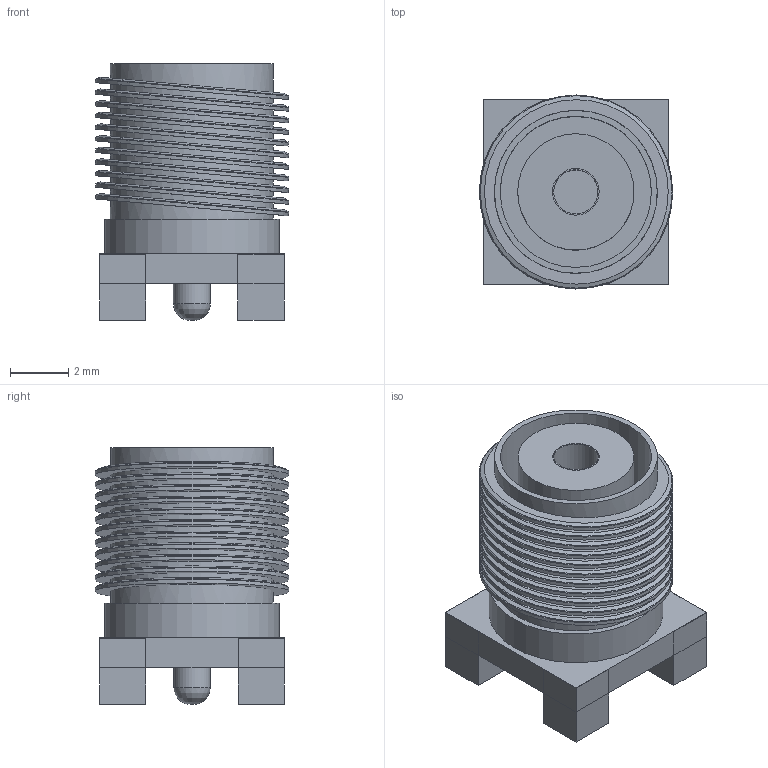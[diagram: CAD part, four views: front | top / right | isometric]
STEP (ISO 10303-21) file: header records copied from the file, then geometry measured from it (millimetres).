
FILE_DESCRIPTION(/* description */ ('model of SMA_Amphenol_132134-10_Vertical'),/* implementation_level */ '2;1');
FILE_NAME(/* name */ 'SMA_Amphenol_132134-10_Vertical.step',/* time_stamp */ '2019-02-19T20:56:22',/* author */ ('kicad StepUp','ksu'),/* organization */ ('FreeCAD'),/* preprocessor_version */ 'OCC',/* originating_system */ 'kicad StepUp',/* authorisation */ '');
FILE_SCHEMA(('AUTOMOTIVE_DESIGN { 1 0 10303 214 1 1 1 1 }'));
Length unit declared in the file: millimetre
Products named in the file (1): SMA_Amphenol_132134_10
Bounding box: 6.65 x 6.67 x 8.84 mm (x, y, z)
Volume: 186.1 mm3; surface area: 657.3 mm2
Topology: 1 solids, 1 shells, 114 faces, 211 edges, 128 vertices
Faces by surface type: plane 63, cylinder 28, cone 22, revolution 1
Full cylindrical faces by diameter (mm): 1.27 x1, 1.52 x1, 4 x1, 5.2 x1, 5.6 x12, 6 x1, 6.667 x11
Entity records: 3613 total; most frequent: DIRECTION 521, CARTESIAN_POINT 464, ORIENTED_EDGE 422, EDGE_CURVE 211, AXIS2_PLACEMENT_3D 195, FACE_BOUND 143, EDGE_LOOP 143, LINE 130
